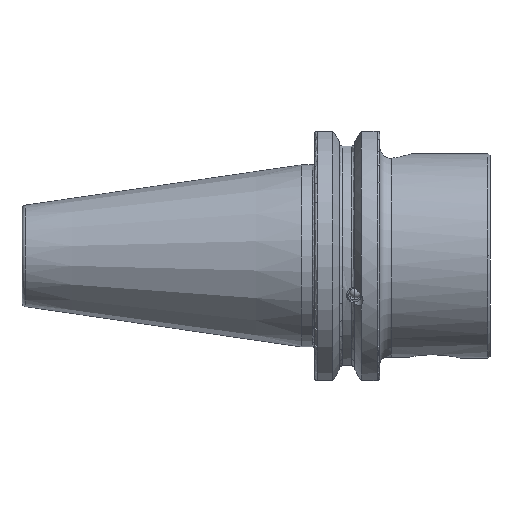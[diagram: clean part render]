
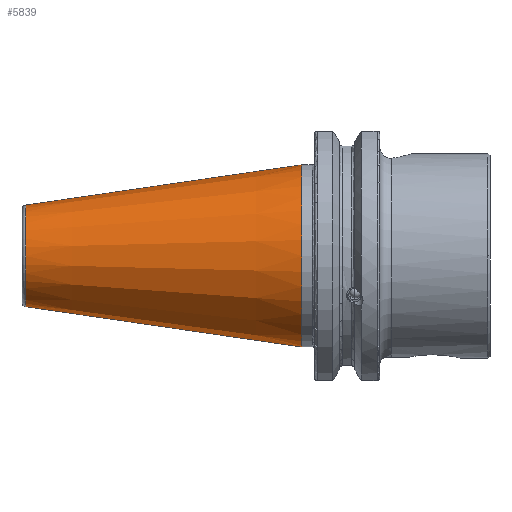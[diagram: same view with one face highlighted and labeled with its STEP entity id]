
A CAD part, front view. The second image highlights one B-rep face of the part: STEP entity #5839.
In plain terms, the highlighted conical face has half-angle 8.297 degrees and reference radius 22.225 mm.
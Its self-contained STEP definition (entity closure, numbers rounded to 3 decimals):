
#47 = EDGE_CURVE ( 'NONE', #2503, #6649, #2868, .T. ) ;
#289 = EDGE_CURVE ( 'NONE', #3281, #4588, #668, .T. ) ;
#591 = CARTESIAN_POINT ( 'NONE',  ( -67.394, 0., 0. ) ) ;
#668 = LINE ( 'NONE', #4178, #7669 ) ;
#1113 = CARTESIAN_POINT ( 'NONE',  ( -67.394, 0., 12.397 ) ) ;
#1424 = DIRECTION ( 'NONE',  ( 0., 0., 1. ) ) ;
#1646 = EDGE_CURVE ( 'NONE', #2503, #3281, #2699, .T. ) ;
#1684 = ORIENTED_EDGE ( 'NONE', *, *, #289, .F. ) ;
#2098 = DIRECTION ( 'NONE',  ( 0.99, 0., -0.144 ) ) ;
#2503 = VERTEX_POINT ( 'NONE', #3444 ) ;
#2596 = DIRECTION ( 'NONE',  ( 1., 0., 0. ) ) ;
#2699 = CIRCLE ( 'NONE', #6972, 12.397 ) ;
#2868 = LINE ( 'NONE', #8229, #5532 ) ;
#3272 = FACE_OUTER_BOUND ( 'NONE', #5567, .T. ) ;
#3281 = VERTEX_POINT ( 'NONE', #1113 ) ;
#3319 = DIRECTION ( 'NONE',  ( 0., 0., -1. ) ) ;
#3378 = DIRECTION ( 'NONE',  ( 0.99, 0., 0.144 ) ) ;
#3444 = CARTESIAN_POINT ( 'NONE',  ( -67.394, 0., -12.397 ) ) ;
#4178 = CARTESIAN_POINT ( 'NONE',  ( 0., 0., 22.225 ) ) ;
#4431 = ORIENTED_EDGE ( 'NONE', *, *, #6372, .T. ) ;
#4443 = ORIENTED_EDGE ( 'NONE', *, *, #1646, .F. ) ;
#4588 = VERTEX_POINT ( 'NONE', #5319 ) ;
#4816 = CARTESIAN_POINT ( 'NONE',  ( 0., 0., 0. ) ) ;
#5319 = CARTESIAN_POINT ( 'NONE',  ( 0., 0., 22.225 ) ) ;
#5532 = VECTOR ( 'NONE', #2098, 1000. ) ;
#5567 = EDGE_LOOP ( 'NONE', ( #1684, #4443, #8459, #4431 ) ) ;
#5603 = AXIS2_PLACEMENT_3D ( 'NONE', #8755, #2596, #3319 ) ;
#5839 = ADVANCED_FACE ( 'NONE', ( #3272 ), #7029, .T. ) ;
#5884 = CIRCLE ( 'NONE', #7746, 22.225 ) ;
#6372 = EDGE_CURVE ( 'NONE', #6649, #4588, #5884, .T. ) ;
#6649 = VERTEX_POINT ( 'NONE', #8515 ) ;
#6972 = AXIS2_PLACEMENT_3D ( 'NONE', #591, #8567, #7231 ) ;
#7029 = CONICAL_SURFACE ( 'NONE', #5603, 22.225, 0.145 ) ;
#7231 = DIRECTION ( 'NONE',  ( 0., 0., 1. ) ) ;
#7549 = DIRECTION ( 'NONE',  ( -1., 0., 0. ) ) ;
#7669 = VECTOR ( 'NONE', #3378, 1000. ) ;
#7746 = AXIS2_PLACEMENT_3D ( 'NONE', #4816, #7549, #1424 ) ;
#8229 = CARTESIAN_POINT ( 'NONE',  ( 0., 0., -22.225 ) ) ;
#8459 = ORIENTED_EDGE ( 'NONE', *, *, #47, .T. ) ;
#8515 = CARTESIAN_POINT ( 'NONE',  ( 0., 0., -22.225 ) ) ;
#8567 = DIRECTION ( 'NONE',  ( -1., 0., 0. ) ) ;
#8755 = CARTESIAN_POINT ( 'NONE',  ( 0., 0., 0. ) ) ;
